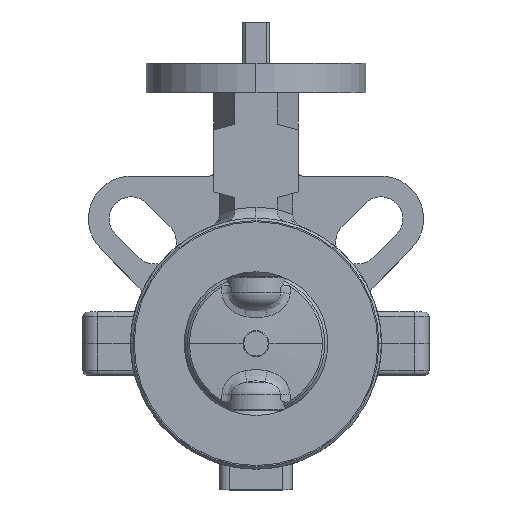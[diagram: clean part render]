
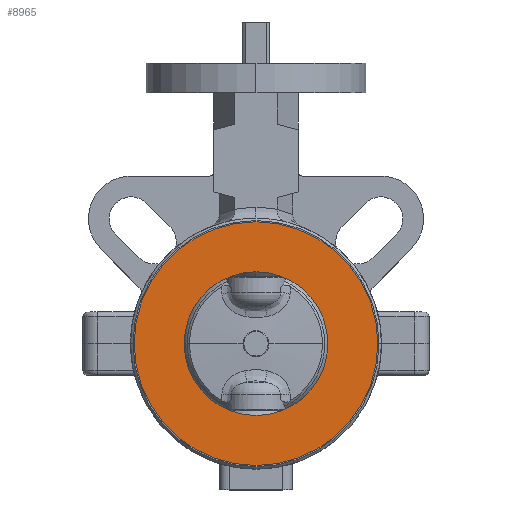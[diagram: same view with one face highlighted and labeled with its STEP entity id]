
A CAD part, top view. The second image highlights one B-rep face of the part: STEP entity #8965.
In plain terms, the highlighted planar face has unit normal (0, 0, 1).
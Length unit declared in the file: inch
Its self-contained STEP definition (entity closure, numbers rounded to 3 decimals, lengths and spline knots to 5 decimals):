
#106 = DIRECTION ( 'NONE',  ( 0., 1., 0. ) ) ;
#435 = VERTEX_POINT ( 'NONE', #1399 ) ;
#578 = DIRECTION ( 'NONE',  ( 0., 1., 0. ) ) ;
#780 = CIRCLE ( 'NONE', #12366, 1.16142 ) ;
#797 = CIRCLE ( 'NONE', #5359, 1.16142 ) ;
#947 = CARTESIAN_POINT ( 'NONE',  ( 3.22788, 4.40846, 4.07434 ) ) ;
#1222 = FACE_OUTER_BOUND ( 'NONE', #3704, .T. ) ;
#1295 = DIRECTION ( 'NONE',  ( 0., 1., 0. ) ) ;
#1399 = CARTESIAN_POINT ( 'NONE',  ( 3.22788, 2.43995, 4.07434 ) ) ;
#1599 = CARTESIAN_POINT ( 'NONE',  ( 3.22788, 4.40846, 4.07434 ) ) ;
#1620 = CARTESIAN_POINT ( 'NONE',  ( 3.22788, 4.40846, 4.07434 ) ) ;
#2653 = VERTEX_POINT ( 'NONE', #3359 ) ;
#2704 = DIRECTION ( 'NONE',  ( 0., 1., 0. ) ) ;
#3050 = EDGE_LOOP ( 'NONE', ( #3554, #13297 ) ) ;
#3359 = CARTESIAN_POINT ( 'NONE',  ( 3.22788, 6.37696, 4.07434 ) ) ;
#3554 = ORIENTED_EDGE ( 'NONE', *, *, #6551, .T. ) ;
#3704 = EDGE_LOOP ( 'NONE', ( #7890, #12788 ) ) ;
#4280 = FACE_BOUND ( 'NONE', #3050, .T. ) ;
#5015 = DIRECTION ( 'NONE',  ( 0., 0., -1. ) ) ;
#5039 = EDGE_CURVE ( 'NONE', #13032, #12426, #780, .T. ) ;
#5045 = AXIS2_PLACEMENT_3D ( 'NONE', #6621, #12731, #1295 ) ;
#5359 = AXIS2_PLACEMENT_3D ( 'NONE', #8517, #11467, #106 ) ;
#5539 = EDGE_CURVE ( 'NONE', #2653, #435, #11751, .T. ) ;
#5598 = AXIS2_PLACEMENT_3D ( 'NONE', #1599, #5749, #578 ) ;
#5749 = DIRECTION ( 'NONE',  ( 0., 0., -1. ) ) ;
#6018 = CARTESIAN_POINT ( 'NONE',  ( 3.22788, 3.24704, 4.07434 ) ) ;
#6551 = EDGE_CURVE ( 'NONE', #12426, #13032, #797, .T. ) ;
#6621 = CARTESIAN_POINT ( 'NONE',  ( 3.22788, 4.40846, 4.07434 ) ) ;
#6979 = CARTESIAN_POINT ( 'NONE',  ( 3.22788, 5.56988, 4.07434 ) ) ;
#7224 = DIRECTION ( 'NONE',  ( 0., 1., 0. ) ) ;
#7293 = DIRECTION ( 'NONE',  ( 0., 0., -1. ) ) ;
#7492 = EDGE_CURVE ( 'NONE', #435, #2653, #9763, .T. ) ;
#7890 = ORIENTED_EDGE ( 'NONE', *, *, #7492, .F. ) ;
#8517 = CARTESIAN_POINT ( 'NONE',  ( 3.22788, 4.40846, 4.07434 ) ) ;
#8672 = AXIS2_PLACEMENT_3D ( 'NONE', #1620, #5015, #2704 ) ;
#8965 = ADVANCED_FACE ( 'NONE', ( #1222, #4280 ), #12797, .F. ) ;
#9763 = CIRCLE ( 'NONE', #5598, 1.9685 ) ;
#11467 = DIRECTION ( 'NONE',  ( 0., 0., -1. ) ) ;
#11751 = CIRCLE ( 'NONE', #8672, 1.9685 ) ;
#12366 = AXIS2_PLACEMENT_3D ( 'NONE', #947, #7293, #7224 ) ;
#12426 = VERTEX_POINT ( 'NONE', #6018 ) ;
#12731 = DIRECTION ( 'NONE',  ( 0., 0., -1. ) ) ;
#12788 = ORIENTED_EDGE ( 'NONE', *, *, #5539, .F. ) ;
#12797 = PLANE ( 'NONE',  #5045 ) ;
#13032 = VERTEX_POINT ( 'NONE', #6979 ) ;
#13297 = ORIENTED_EDGE ( 'NONE', *, *, #5039, .T. ) ;
